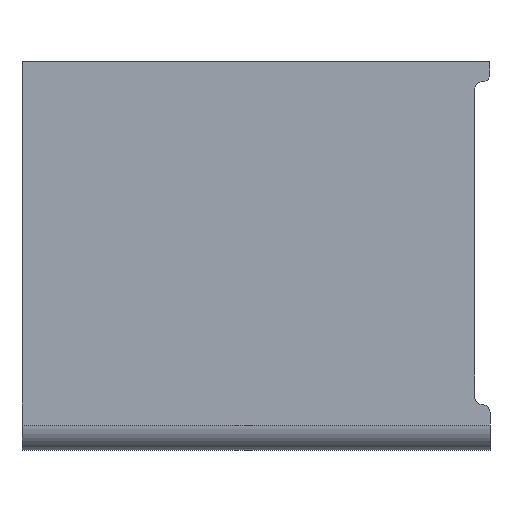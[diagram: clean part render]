
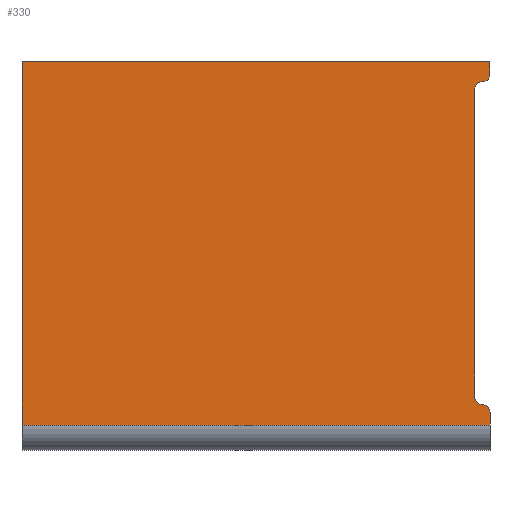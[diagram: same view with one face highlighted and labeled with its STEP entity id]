
A CAD part, left-side view. The second image highlights one B-rep face of the part: STEP entity #330.
In plain terms, the highlighted planar face has unit normal (-1, 0, 0).
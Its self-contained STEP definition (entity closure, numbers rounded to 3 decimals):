
#19=PLANE('',#374);
#38=FACE_OUTER_BOUND('',#58,.T.);
#58=EDGE_LOOP('',(#265,#266,#267,#268,#269,#270,#271,#272,#273,#274));
#73=LINE('',#502,#107);
#78=LINE('',#520,#112);
#84=LINE('',#537,#118);
#87=LINE('',#546,#121);
#88=LINE('',#549,#122);
#89=LINE('',#550,#123);
#107=VECTOR('',#401,10.);
#112=VECTOR('',#420,10.);
#118=VECTOR('',#436,10.);
#121=VECTOR('',#445,10.);
#122=VECTOR('',#448,10.);
#123=VECTOR('',#449,10.);
#138=CIRCLE('',#357,7.5);
#140=CIRCLE('',#361,7.5);
#142=CIRCLE('',#364,7.5);
#144=CIRCLE('',#369,7.5);
#151=VERTEX_POINT('',#492);
#152=VERTEX_POINT('',#494);
#154=VERTEX_POINT('',#500);
#156=VERTEX_POINT('',#506);
#158=VERTEX_POINT('',#512);
#160=VERTEX_POINT('',#518);
#165=VERTEX_POINT('',#532);
#166=VERTEX_POINT('',#536);
#168=VERTEX_POINT('',#541);
#170=VERTEX_POINT('',#548);
#179=EDGE_CURVE('',#151,#152,#138,.T.);
#183=EDGE_CURVE('',#151,#154,#73,.T.);
#186=EDGE_CURVE('',#156,#154,#140,.T.);
#189=EDGE_CURVE('',#158,#156,#142,.T.);
#192=EDGE_CURVE('',#160,#158,#78,.T.);
#198=EDGE_CURVE('',#152,#165,#144,.T.);
#200=EDGE_CURVE('',#165,#166,#84,.T.);
#205=EDGE_CURVE('',#168,#166,#87,.T.);
#206=EDGE_CURVE('',#170,#160,#88,.T.);
#207=EDGE_CURVE('',#168,#170,#89,.T.);
#265=ORIENTED_EDGE('',*,*,#189,.F.);
#266=ORIENTED_EDGE('',*,*,#192,.F.);
#267=ORIENTED_EDGE('',*,*,#206,.F.);
#268=ORIENTED_EDGE('',*,*,#207,.F.);
#269=ORIENTED_EDGE('',*,*,#205,.T.);
#270=ORIENTED_EDGE('',*,*,#200,.F.);
#271=ORIENTED_EDGE('',*,*,#198,.F.);
#272=ORIENTED_EDGE('',*,*,#179,.F.);
#273=ORIENTED_EDGE('',*,*,#183,.T.);
#274=ORIENTED_EDGE('',*,*,#186,.F.);
#330=ADVANCED_FACE('',(#38),#19,.T.);
#357=AXIS2_PLACEMENT_3D('',#495,#394,#395);
#361=AXIS2_PLACEMENT_3D('',#508,#407,#408);
#364=AXIS2_PLACEMENT_3D('',#514,#414,#415);
#369=AXIS2_PLACEMENT_3D('',#533,#431,#432);
#374=AXIS2_PLACEMENT_3D('',#547,#446,#447);
#394=DIRECTION('center_axis',(-1.,0.,0.));
#395=DIRECTION('ref_axis',(0.,0.707,-0.707));
#401=DIRECTION('',(0.,0.,1.));
#407=DIRECTION('center_axis',(-1.,0.,0.));
#408=DIRECTION('ref_axis',(0.,0.707,0.707));
#414=DIRECTION('center_axis',(1.,0.,0.));
#415=DIRECTION('ref_axis',(0.,-0.707,-0.707));
#420=DIRECTION('',(0.,0.,-1.));
#431=DIRECTION('center_axis',(1.,0.,0.));
#432=DIRECTION('ref_axis',(0.,-0.707,0.707));
#436=DIRECTION('',(0.,0.,-1.));
#445=DIRECTION('',(0.,-1.,0.));
#446=DIRECTION('center_axis',(-1.,0.,0.));
#447=DIRECTION('ref_axis',(0.,0.,-1.));
#448=DIRECTION('',(0.,-1.,0.));
#449=DIRECTION('',(0.,0.,1.));
#492=CARTESIAN_POINT('',(-25.,-4.946,47.4));
#494=CARTESIAN_POINT('',(-25.,-12.446,39.9));
#495=CARTESIAN_POINT('Origin',(-25.,-12.446,47.4));
#500=CARTESIAN_POINT('',(-25.,-4.946,349.5));
#502=CARTESIAN_POINT('',(-25.,-4.946,367.));
#506=CARTESIAN_POINT('',(-25.,-12.446,357.));
#508=CARTESIAN_POINT('Origin',(-25.,-12.446,349.5));
#512=CARTESIAN_POINT('',(-25.,-19.946,364.5));
#514=CARTESIAN_POINT('Origin',(-25.,-12.446,364.5));
#518=CARTESIAN_POINT('',(-25.,-19.946,377.));
#520=CARTESIAN_POINT('',(-25.,-19.946,19.9));
#532=CARTESIAN_POINT('',(-25.,-19.946,32.4));
#533=CARTESIAN_POINT('Origin',(-25.,-12.446,32.4));
#536=CARTESIAN_POINT('',(-25.,-19.946,19.9));
#537=CARTESIAN_POINT('',(-25.,-19.946,19.9));
#541=CARTESIAN_POINT('',(-25.,439.804,19.9));
#546=CARTESIAN_POINT('',(-25.,439.804,19.9));
#547=CARTESIAN_POINT('Origin',(-25.,439.804,377.));
#548=CARTESIAN_POINT('',(-25.,439.804,377.));
#549=CARTESIAN_POINT('',(-25.,439.804,377.));
#550=CARTESIAN_POINT('',(-25.,439.804,19.9));
